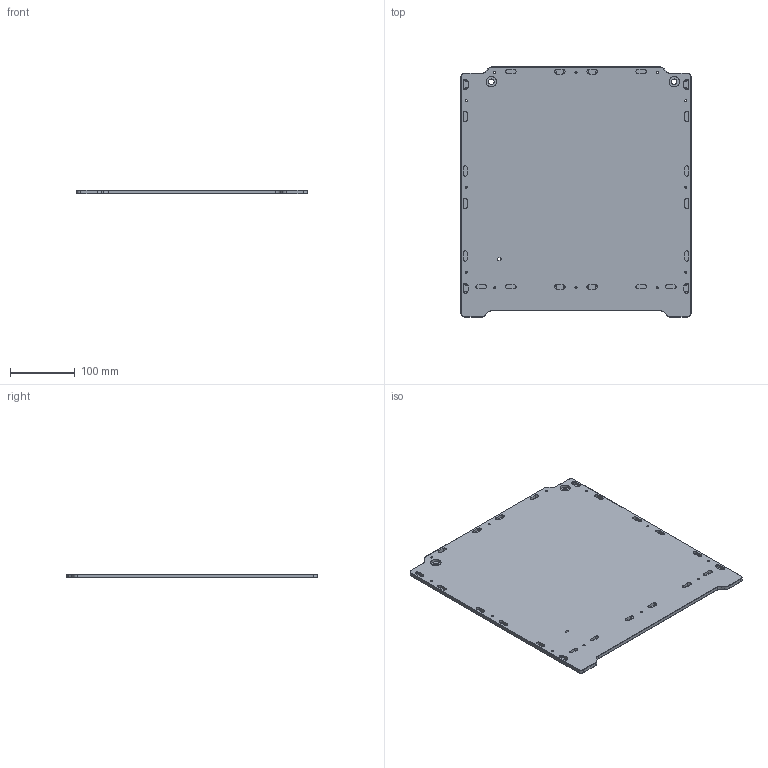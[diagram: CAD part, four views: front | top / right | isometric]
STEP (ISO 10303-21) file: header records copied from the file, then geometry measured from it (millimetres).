
FILE_DESCRIPTION (( 'STEP AP214' ), '1' );
FILE_NAME ('1233-B2P-C.STEP', '2016-07-25T07:53:30', ( '' ), ( '' ), 'SwSTEP 2.0', 'SolidWorks 2015', '' );
FILE_SCHEMA (( 'AUTOMOTIVE_DESIGN' ));
Length unit declared in the file: millimetre
Products named in the file (1): 1233-B2P-C
Bounding box: 357 x 388 x 6 mm (x, y, z)
Volume: 797451.2 mm3; surface area: 282577.5 mm2
Topology: 1 solids, 1 shells, 301 faces, 745 edges, 470 vertices
Faces by surface type: plane 140, cylinder 137, cone 24
Entity records: 9011 total; most frequent: DIRECTION 1647, CARTESIAN_POINT 1517, ORIENTED_EDGE 1490, EDGE_CURVE 745, AXIS2_PLACEMENT_3D 600, VERTEX_POINT 470, VECTOR 447, LINE 447
